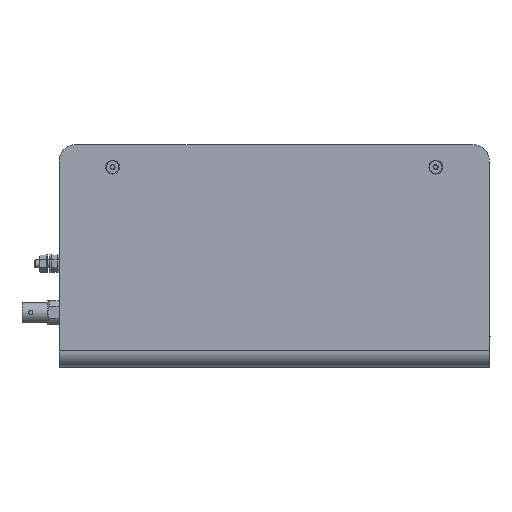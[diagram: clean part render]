
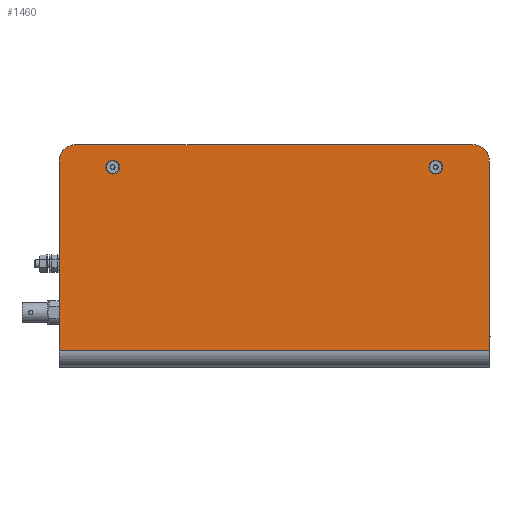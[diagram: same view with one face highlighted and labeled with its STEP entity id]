
A CAD part, top view. The second image highlights one B-rep face of the part: STEP entity #1460.
In plain terms, the highlighted planar face has unit normal (0, 0, 1).
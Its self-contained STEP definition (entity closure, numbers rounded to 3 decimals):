
#385=FACE_BOUND('',#4968,.T.);
#386=FACE_BOUND('',#4969,.T.);
#387=FACE_BOUND('',#4970,.T.);
#1460=ADVANCED_FACE('',(#385,#386,#387),#2700,.F.);
#2700=PLANE('',#25022);
#4968=EDGE_LOOP('',(#8692));
#4969=EDGE_LOOP('',(#8693));
#4970=EDGE_LOOP('',(#8694,#8695,#8696,#8697,#8698,#8699));
#6441=CIRCLE('',#24985,3.265);
#6444=CIRCLE('',#24989,3.265);
#6461=CIRCLE('',#25020,7.95);
#6462=CIRCLE('',#25021,7.95);
#8692=ORIENTED_EDGE('',*,*,#17106,.T.);
#8693=ORIENTED_EDGE('',*,*,#17103,.T.);
#8694=ORIENTED_EDGE('',*,*,#17152,.T.);
#8695=ORIENTED_EDGE('',*,*,#17153,.T.);
#8696=ORIENTED_EDGE('',*,*,#17154,.T.);
#8697=ORIENTED_EDGE('',*,*,#17151,.F.);
#8698=ORIENTED_EDGE('',*,*,#17155,.F.);
#8699=ORIENTED_EDGE('',*,*,#17156,.T.);
#14569=VERTEX_POINT('',#35413);
#14572=VERTEX_POINT('',#35420);
#14603=VERTEX_POINT('',#35507);
#14604=VERTEX_POINT('',#35509);
#14605=VERTEX_POINT('',#35513);
#14606=VERTEX_POINT('',#35514);
#14607=VERTEX_POINT('',#35516);
#14608=VERTEX_POINT('',#35519);
#17103=EDGE_CURVE('',#14569,#14569,#6441,.T.);
#17106=EDGE_CURVE('',#14572,#14572,#6444,.T.);
#17151=EDGE_CURVE('',#14604,#14603,#20221,.T.);
#17152=EDGE_CURVE('',#14605,#14606,#20222,.T.);
#17153=EDGE_CURVE('',#14606,#14607,#6461,.T.);
#17154=EDGE_CURVE('',#14607,#14603,#20223,.T.);
#17155=EDGE_CURVE('',#14608,#14604,#20224,.T.);
#17156=EDGE_CURVE('',#14608,#14605,#6462,.T.);
#20221=LINE('',#35510,#22623);
#20222=LINE('',#35512,#22624);
#20223=LINE('',#35517,#22625);
#20224=LINE('',#35518,#22626);
#22623=VECTOR('',#28464,1.);
#22624=VECTOR('',#28467,1.);
#22625=VECTOR('',#28470,1.);
#22626=VECTOR('',#28471,1.);
#24985=AXIS2_PLACEMENT_3D('',#35412,#28368,#28369);
#24989=AXIS2_PLACEMENT_3D('',#35419,#28376,#28377);
#25020=AXIS2_PLACEMENT_3D('',#35515,#28468,#28469);
#25021=AXIS2_PLACEMENT_3D('',#35520,#28472,#28473);
#25022=AXIS2_PLACEMENT_3D('',#35521,#28474,#28475);
#28368=DIRECTION('',(0.,0.,-1.));
#28369=DIRECTION('',(0.,1.,0.));
#28376=DIRECTION('',(0.,0.,-1.));
#28377=DIRECTION('',(0.,1.,0.));
#28464=DIRECTION('',(-1.,0.,0.));
#28467=DIRECTION('',(-1.,0.,0.));
#28468=DIRECTION('',(0.,0.,1.));
#28469=DIRECTION('',(0.,1.,0.));
#28470=DIRECTION('',(0.,-1.,0.));
#28471=DIRECTION('',(0.,-1.,0.));
#28472=DIRECTION('',(0.,0.,1.));
#28473=DIRECTION('',(0.,1.,0.));
#28474=DIRECTION('',(0.,0.,-1.));
#28475=DIRECTION('',(0.,1.,0.));
#35412=CARTESIAN_POINT('',(21.793,83.845,21.577));
#35413=CARTESIAN_POINT('',(21.793,87.11,21.577));
#35419=CARTESIAN_POINT('',(175.717,83.845,21.577));
#35420=CARTESIAN_POINT('',(175.717,87.11,21.577));
#35507=CARTESIAN_POINT('',(-3.709,-3.543,21.577));
#35509=CARTESIAN_POINT('',(201.219,-3.543,21.577));
#35510=CARTESIAN_POINT('',(201.219,-3.543,21.577));
#35512=CARTESIAN_POINT('',(201.219,94.59,21.577));
#35513=CARTESIAN_POINT('',(193.268,94.59,21.577));
#35514=CARTESIAN_POINT('',(4.242,94.59,21.577));
#35515=CARTESIAN_POINT('',(4.242,86.639,21.577));
#35516=CARTESIAN_POINT('',(-3.709,86.639,21.577));
#35517=CARTESIAN_POINT('',(-3.709,94.59,21.577));
#35518=CARTESIAN_POINT('',(201.219,94.59,21.577));
#35519=CARTESIAN_POINT('',(201.219,86.639,21.577));
#35520=CARTESIAN_POINT('',(193.268,86.639,21.577));
#35521=CARTESIAN_POINT('',(201.219,94.59,21.577));
